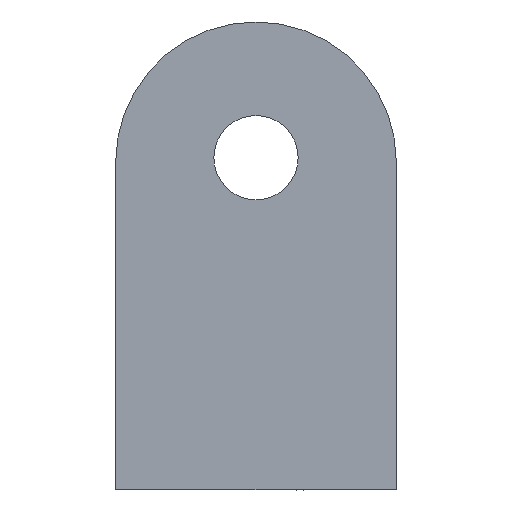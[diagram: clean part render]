
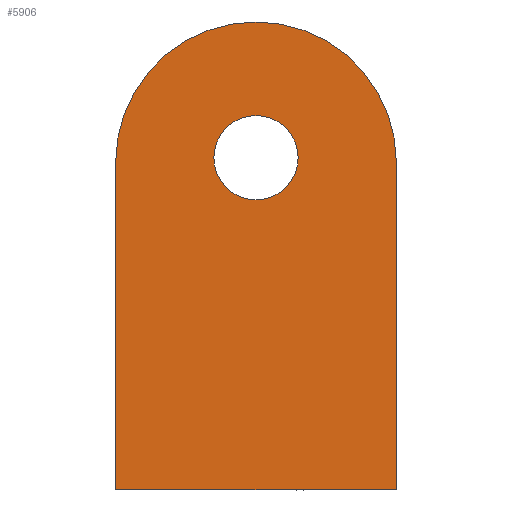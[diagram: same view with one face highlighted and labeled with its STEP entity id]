
A CAD part, left-side view. The second image highlights one B-rep face of the part: STEP entity #5906.
In plain terms, the highlighted planar face has unit normal (-1, 0, 0).
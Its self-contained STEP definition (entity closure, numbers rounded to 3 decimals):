
#351 = CIRCLE ( 'NONE', #12313, 4.5 ) ;
#698 = EDGE_CURVE ( 'NONE', #5122, #6488, #5387, .T. ) ;
#1105 = DIRECTION ( 'NONE',  ( 0., 0., -1. ) ) ;
#1113 = CARTESIAN_POINT ( 'NONE',  ( -3., 0., 35. ) ) ;
#1639 = ORIENTED_EDGE ( 'NONE', *, *, #4025, .T. ) ;
#1982 = AXIS2_PLACEMENT_3D ( 'NONE', #6065, #4225, #9110 ) ;
#2132 = CIRCLE ( 'NONE', #1982, 4.5 ) ;
#2458 = VECTOR ( 'NONE', #9293, 1000. ) ;
#2628 = ORIENTED_EDGE ( 'NONE', *, *, #8461, .T. ) ;
#2699 = AXIS2_PLACEMENT_3D ( 'NONE', #1113, #10772, #2966 ) ;
#2909 = FACE_BOUND ( 'NONE', #11123, .T. ) ;
#2966 = DIRECTION ( 'NONE',  ( 0., 0., 1. ) ) ;
#2984 = VERTEX_POINT ( 'NONE', #11154 ) ;
#3161 = EDGE_LOOP ( 'NONE', ( #8875, #7511, #3905, #6406, #4824 ) ) ;
#3239 = LINE ( 'NONE', #5498, #10585 ) ;
#3283 = EDGE_CURVE ( 'NONE', #6825, #7405, #3239, .T. ) ;
#3350 = LINE ( 'NONE', #7486, #2458 ) ;
#3587 = DIRECTION ( 'NONE',  ( -1., 0., 0. ) ) ;
#3591 = DIRECTION ( 'NONE',  ( 0., 0., 1. ) ) ;
#3808 = DIRECTION ( 'NONE',  ( 1., 0., 0. ) ) ;
#3835 = CIRCLE ( 'NONE', #6700, 15. ) ;
#3905 = ORIENTED_EDGE ( 'NONE', *, *, #5290, .T. ) ;
#4025 = EDGE_CURVE ( 'NONE', #8694, #2984, #351, .T. ) ;
#4113 = CARTESIAN_POINT ( 'NONE',  ( -3., -15., 0. ) ) ;
#4225 = DIRECTION ( 'NONE',  ( 1., 0., 0. ) ) ;
#4347 = EDGE_CURVE ( 'NONE', #7405, #5122, #3835, .T. ) ;
#4824 = ORIENTED_EDGE ( 'NONE', *, *, #3283, .T. ) ;
#4917 = VERTEX_POINT ( 'NONE', #10809 ) ;
#5122 = VERTEX_POINT ( 'NONE', #7254 ) ;
#5290 = EDGE_CURVE ( 'NONE', #6488, #4917, #12214, .T. ) ;
#5387 = CIRCLE ( 'NONE', #10056, 15. ) ;
#5498 = CARTESIAN_POINT ( 'NONE',  ( -3., -15., 0. ) ) ;
#5841 = DIRECTION ( 'NONE',  ( 0., 0., 1. ) ) ;
#5906 = ADVANCED_FACE ( 'NONE', ( #2909, #7124 ), #6037, .T. ) ;
#6037 = PLANE ( 'NONE',  #2699 ) ;
#6065 = CARTESIAN_POINT ( 'NONE',  ( -3., 0., 35.5 ) ) ;
#6406 = ORIENTED_EDGE ( 'NONE', *, *, #7302, .T. ) ;
#6488 = VERTEX_POINT ( 'NONE', #6605 ) ;
#6559 = DIRECTION ( 'NONE',  ( 0., 0., 1. ) ) ;
#6605 = CARTESIAN_POINT ( 'NONE',  ( -3., 15., 35. ) ) ;
#6700 = AXIS2_PLACEMENT_3D ( 'NONE', #7406, #3587, #6559 ) ;
#6825 = VERTEX_POINT ( 'NONE', #4113 ) ;
#7122 = VECTOR ( 'NONE', #11334, 1000. ) ;
#7124 = FACE_OUTER_BOUND ( 'NONE', #3161, .T. ) ;
#7254 = CARTESIAN_POINT ( 'NONE',  ( -3., 0., 50. ) ) ;
#7302 = EDGE_CURVE ( 'NONE', #4917, #6825, #3350, .T. ) ;
#7405 = VERTEX_POINT ( 'NONE', #11460 ) ;
#7406 = CARTESIAN_POINT ( 'NONE',  ( -3., 0., 35. ) ) ;
#7486 = CARTESIAN_POINT ( 'NONE',  ( -3., 15., 0. ) ) ;
#7511 = ORIENTED_EDGE ( 'NONE', *, *, #698, .T. ) ;
#8461 = EDGE_CURVE ( 'NONE', #2984, #8694, #2132, .T. ) ;
#8584 = CARTESIAN_POINT ( 'NONE',  ( -3., 0., 35. ) ) ;
#8694 = VERTEX_POINT ( 'NONE', #11618 ) ;
#8875 = ORIENTED_EDGE ( 'NONE', *, *, #4347, .T. ) ;
#9110 = DIRECTION ( 'NONE',  ( 0., 0., -1. ) ) ;
#9293 = DIRECTION ( 'NONE',  ( 0., -1., 0. ) ) ;
#9413 = CARTESIAN_POINT ( 'NONE',  ( -3., 15., 35. ) ) ;
#9527 = DIRECTION ( 'NONE',  ( -1., 0., 0. ) ) ;
#10056 = AXIS2_PLACEMENT_3D ( 'NONE', #8584, #9527, #5841 ) ;
#10585 = VECTOR ( 'NONE', #3591, 1000. ) ;
#10633 = CARTESIAN_POINT ( 'NONE',  ( -3., 0., 35.5 ) ) ;
#10772 = DIRECTION ( 'NONE',  ( -1., 0., 0. ) ) ;
#10809 = CARTESIAN_POINT ( 'NONE',  ( -3., 15., 0. ) ) ;
#11123 = EDGE_LOOP ( 'NONE', ( #2628, #1639 ) ) ;
#11154 = CARTESIAN_POINT ( 'NONE',  ( -3., 0., 31. ) ) ;
#11334 = DIRECTION ( 'NONE',  ( 0., 0., -1. ) ) ;
#11460 = CARTESIAN_POINT ( 'NONE',  ( -3., -15., 35. ) ) ;
#11618 = CARTESIAN_POINT ( 'NONE',  ( -3., 0., 40. ) ) ;
#12214 = LINE ( 'NONE', #9413, #7122 ) ;
#12313 = AXIS2_PLACEMENT_3D ( 'NONE', #10633, #3808, #1105 ) ;
